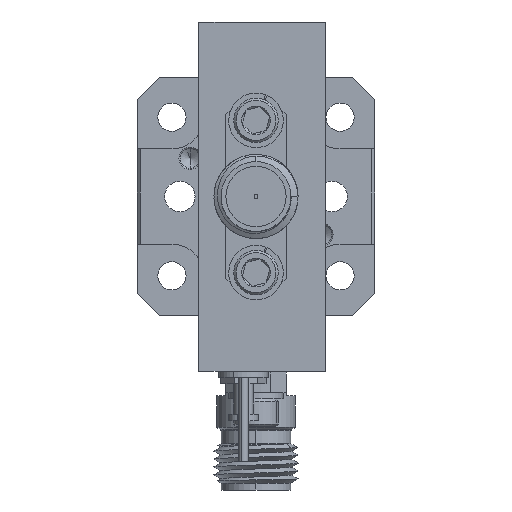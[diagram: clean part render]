
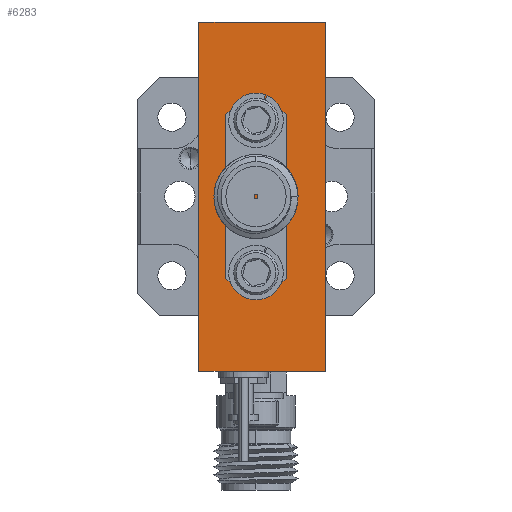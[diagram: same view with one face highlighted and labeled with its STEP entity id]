
A CAD part, left-side view. The second image highlights one B-rep face of the part: STEP entity #6283.
In plain terms, the highlighted planar face has unit normal (-1, 0, 0).
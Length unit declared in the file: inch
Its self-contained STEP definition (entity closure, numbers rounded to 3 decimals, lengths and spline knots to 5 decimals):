
#694 = DIRECTION ( 'NONE',  ( 0., -1., 0. ) ) ;
#1257 = EDGE_CURVE ( 'NONE', #10607, #27189, #25286, .T. ) ;
#2763 = EDGE_CURVE ( 'NONE', #14146, #10607, #3153, .T. ) ;
#2861 = ORIENTED_EDGE ( 'NONE', *, *, #14708, .F. ) ;
#3081 = DIRECTION ( 'NONE',  ( 0., -1., 0. ) ) ;
#3153 = LINE ( 'NONE', #26933, #20534 ) ;
#3276 = ORIENTED_EDGE ( 'NONE', *, *, #1257, .T. ) ;
#4236 = VERTEX_POINT ( 'NONE', #27687 ) ;
#4678 = FACE_OUTER_BOUND ( 'NONE', #25289, .T. ) ;
#4813 = PLANE ( 'NONE',  #13949 ) ;
#4909 = CARTESIAN_POINT ( 'NONE',  ( -3.62896, -0.7352, 2.19517 ) ) ;
#6283 = ADVANCED_FACE ( 'NONE', ( #4678 ), #4813, .F. ) ;
#6492 = LINE ( 'NONE', #14875, #16950 ) ;
#8060 = CARTESIAN_POINT ( 'NONE',  ( -3.62896, -0.7352, 2.19517 ) ) ;
#10112 = VECTOR ( 'NONE', #3081, 39.37008 ) ;
#10607 = VERTEX_POINT ( 'NONE', #17553 ) ;
#10803 = LINE ( 'NONE', #19456, #10112 ) ;
#11495 = EDGE_CURVE ( 'NONE', #4236, #27189, #10803, .T. ) ;
#13367 = DIRECTION ( 'NONE',  ( 1., 0., 0. ) ) ;
#13949 = AXIS2_PLACEMENT_3D ( 'NONE', #24195, #13367, #21885 ) ;
#14146 = VERTEX_POINT ( 'NONE', #24997 ) ;
#14708 = EDGE_CURVE ( 'NONE', #14146, #4236, #6492, .T. ) ;
#14875 = CARTESIAN_POINT ( 'NONE',  ( -3.62896, -0.3352, 2.19517 ) ) ;
#15340 = ORIENTED_EDGE ( 'NONE', *, *, #11495, .F. ) ;
#16950 = VECTOR ( 'NONE', #21114, 39.37008 ) ;
#17553 = CARTESIAN_POINT ( 'NONE',  ( -3.62896, -0.7352, 1.09517 ) ) ;
#19456 = CARTESIAN_POINT ( 'NONE',  ( -3.62896, -0.3352, 2.19517 ) ) ;
#20534 = VECTOR ( 'NONE', #694, 39.37008 ) ;
#21114 = DIRECTION ( 'NONE',  ( 0., 0., 1. ) ) ;
#21885 = DIRECTION ( 'NONE',  ( 0., 0., -1. ) ) ;
#23505 = ORIENTED_EDGE ( 'NONE', *, *, #2763, .T. ) ;
#24195 = CARTESIAN_POINT ( 'NONE',  ( -3.62896, -0.3352, 2.19517 ) ) ;
#24292 = VECTOR ( 'NONE', #25697, 39.37008 ) ;
#24997 = CARTESIAN_POINT ( 'NONE',  ( -3.62896, -0.3352, 1.09517 ) ) ;
#25286 = LINE ( 'NONE', #8060, #24292 ) ;
#25289 = EDGE_LOOP ( 'NONE', ( #3276, #15340, #2861, #23505 ) ) ;
#25697 = DIRECTION ( 'NONE',  ( 0., 0., 1. ) ) ;
#26933 = CARTESIAN_POINT ( 'NONE',  ( -3.62896, -0.3352, 1.09517 ) ) ;
#27189 = VERTEX_POINT ( 'NONE', #4909 ) ;
#27687 = CARTESIAN_POINT ( 'NONE',  ( -3.62896, -0.3352, 2.19517 ) ) ;
